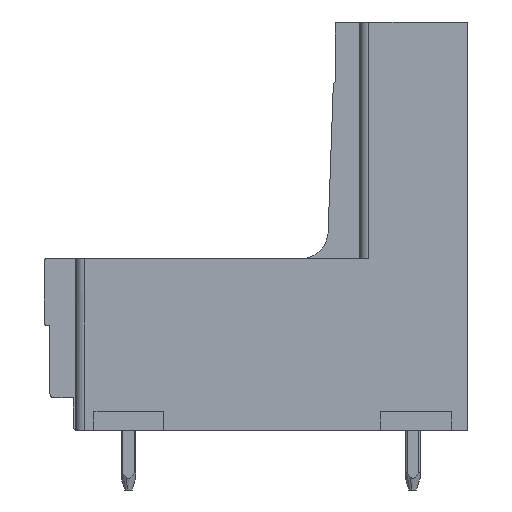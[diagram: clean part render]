
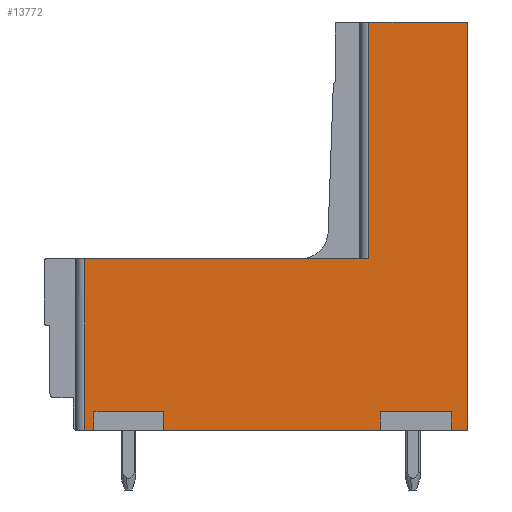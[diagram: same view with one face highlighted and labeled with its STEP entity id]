
A CAD part, left-side view. The second image highlights one B-rep face of the part: STEP entity #13772.
In plain terms, the highlighted planar face has unit normal (-1, 0, 0).
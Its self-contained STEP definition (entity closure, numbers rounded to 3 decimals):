
#13711=AXIS2_PLACEMENT_3D('Plane Axis2P3D',#13708,#13709,#13710) ;
#194=CARTESIAN_POINT('Vertex',(0.,0.,3.2)) ;
#197=CARTESIAN_POINT('Line Origine',(0.,0.435,3.2)) ;
#201=CARTESIAN_POINT('Vertex',(0.,0.87,3.2)) ;
#250=CARTESIAN_POINT('Vertex',(0.,4.69,3.2)) ;
#253=CARTESIAN_POINT('Line Origine',(0.,10.495,3.2)) ;
#257=CARTESIAN_POINT('Vertex',(0.,16.3,3.2)) ;
#278=CARTESIAN_POINT('Vertex',(0.,20.04,3.2)) ;
#281=CARTESIAN_POINT('Line Origine',(0.,20.29,3.2)) ;
#285=CARTESIAN_POINT('Vertex',(0.,20.54,3.2)) ;
#11660=CARTESIAN_POINT('Vertex',(0.,5.3,25.1)) ;
#11663=CARTESIAN_POINT('Line Origine',(0.,2.65,25.1)) ;
#11667=CARTESIAN_POINT('Vertex',(0.,0.,25.1)) ;
#13326=CARTESIAN_POINT('Line Origine',(0.,0.,14.15)) ;
#13628=CARTESIAN_POINT('Line Origine',(0.,20.54,14.15)) ;
#13632=CARTESIAN_POINT('Vertex',(0.,20.54,12.4)) ;
#13693=CARTESIAN_POINT('Vertex',(0.,5.3,12.4)) ;
#13696=CARTESIAN_POINT('Line Origine',(0.,5.3,14.15)) ;
#13708=CARTESIAN_POINT('Axis2P3D Location',(0.,0.,0.)) ;
#13713=CARTESIAN_POINT('Line Origine',(0.,12.92,12.4)) ;
#13718=CARTESIAN_POINT('Line Origine',(0.,20.04,3.7)) ;
#13722=CARTESIAN_POINT('Vertex',(0.,20.04,4.2)) ;
#13725=CARTESIAN_POINT('Line Origine',(0.,18.17,4.2)) ;
#13729=CARTESIAN_POINT('Vertex',(0.,16.3,4.2)) ;
#13732=CARTESIAN_POINT('Line Origine',(0.,16.3,3.7)) ;
#13737=CARTESIAN_POINT('Line Origine',(0.,4.69,3.7)) ;
#13741=CARTESIAN_POINT('Vertex',(0.,4.69,4.2)) ;
#13744=CARTESIAN_POINT('Line Origine',(0.,2.78,4.2)) ;
#13748=CARTESIAN_POINT('Vertex',(0.,0.87,4.2)) ;
#13751=CARTESIAN_POINT('Line Origine',(0.,0.87,3.7)) ;
#198=DIRECTION('Vector Direction',(0.,1.,0.)) ;
#254=DIRECTION('Vector Direction',(0.,1.,0.)) ;
#282=DIRECTION('Vector Direction',(0.,1.,0.)) ;
#11664=DIRECTION('Vector Direction',(0.,-1.,0.)) ;
#13327=DIRECTION('Vector Direction',(0.,0.,-1.)) ;
#13629=DIRECTION('Vector Direction',(0.,0.,1.)) ;
#13697=DIRECTION('Vector Direction',(0.,0.,1.)) ;
#13709=DIRECTION('Axis2P3D Direction',(-1.,0.,0.)) ;
#13710=DIRECTION('Axis2P3D XDirection',(0.,0.,1.)) ;
#13714=DIRECTION('Vector Direction',(0.,-1.,0.)) ;
#13719=DIRECTION('Vector Direction',(0.,0.,-1.)) ;
#13726=DIRECTION('Vector Direction',(0.,-1.,0.)) ;
#13733=DIRECTION('Vector Direction',(0.,0.,1.)) ;
#13738=DIRECTION('Vector Direction',(0.,0.,-1.)) ;
#13745=DIRECTION('Vector Direction',(0.,-1.,0.)) ;
#13752=DIRECTION('Vector Direction',(0.,0.,1.)) ;
#199=VECTOR('Line Direction',#198,1.) ;
#255=VECTOR('Line Direction',#254,1.) ;
#283=VECTOR('Line Direction',#282,1.) ;
#11665=VECTOR('Line Direction',#11664,1.) ;
#13328=VECTOR('Line Direction',#13327,1.) ;
#13630=VECTOR('Line Direction',#13629,1.) ;
#13698=VECTOR('Line Direction',#13697,1.) ;
#13715=VECTOR('Line Direction',#13714,1.) ;
#13720=VECTOR('Line Direction',#13719,1.) ;
#13727=VECTOR('Line Direction',#13726,1.) ;
#13734=VECTOR('Line Direction',#13733,1.) ;
#13739=VECTOR('Line Direction',#13738,1.) ;
#13746=VECTOR('Line Direction',#13745,1.) ;
#13753=VECTOR('Line Direction',#13752,1.) ;
#13757=ORIENTED_EDGE('',*,*,#13717,.F.) ;
#13758=ORIENTED_EDGE('',*,*,#13634,.T.) ;
#13759=ORIENTED_EDGE('',*,*,#287,.T.) ;
#13760=ORIENTED_EDGE('',*,*,#13724,.T.) ;
#13761=ORIENTED_EDGE('',*,*,#13731,.T.) ;
#13762=ORIENTED_EDGE('',*,*,#13736,.T.) ;
#13763=ORIENTED_EDGE('',*,*,#259,.T.) ;
#13764=ORIENTED_EDGE('',*,*,#13743,.T.) ;
#13765=ORIENTED_EDGE('',*,*,#13750,.T.) ;
#13766=ORIENTED_EDGE('',*,*,#13755,.T.) ;
#13767=ORIENTED_EDGE('',*,*,#203,.T.) ;
#13768=ORIENTED_EDGE('',*,*,#13330,.T.) ;
#13769=ORIENTED_EDGE('',*,*,#11669,.T.) ;
#13770=ORIENTED_EDGE('',*,*,#13700,.T.) ;
#13772=ADVANCED_FACE('HOUSING',(#13771),#13712,.T.) ;
#203=EDGE_CURVE('',#202,#195,#200,.F.) ;
#259=EDGE_CURVE('',#258,#251,#256,.F.) ;
#287=EDGE_CURVE('',#286,#279,#284,.F.) ;
#11669=EDGE_CURVE('',#11668,#11661,#11666,.F.) ;
#13330=EDGE_CURVE('',#195,#11668,#13329,.F.) ;
#13634=EDGE_CURVE('',#13633,#286,#13631,.F.) ;
#13700=EDGE_CURVE('',#11661,#13694,#13699,.F.) ;
#13717=EDGE_CURVE('',#13633,#13694,#13716,.T.) ;
#13724=EDGE_CURVE('',#279,#13723,#13721,.F.) ;
#13731=EDGE_CURVE('',#13723,#13730,#13728,.T.) ;
#13736=EDGE_CURVE('',#13730,#258,#13735,.F.) ;
#13743=EDGE_CURVE('',#251,#13742,#13740,.F.) ;
#13750=EDGE_CURVE('',#13742,#13749,#13747,.T.) ;
#13755=EDGE_CURVE('',#13749,#202,#13754,.F.) ;
#13756=EDGE_LOOP('',(#13757,#13758,#13759,#13760,#13761,#13762,#13763,#13764,#13765,#13766,#13767,#13768,#13769,#13770)) ;
#13771=FACE_OUTER_BOUND('',#13756,.T.) ;
#200=LINE('Line',#197,#199) ;
#256=LINE('Line',#253,#255) ;
#284=LINE('Line',#281,#283) ;
#11666=LINE('Line',#11663,#11665) ;
#13329=LINE('Line',#13326,#13328) ;
#13631=LINE('Line',#13628,#13630) ;
#13699=LINE('Line',#13696,#13698) ;
#13716=LINE('Line',#13713,#13715) ;
#13721=LINE('Line',#13718,#13720) ;
#13728=LINE('Line',#13725,#13727) ;
#13735=LINE('Line',#13732,#13734) ;
#13740=LINE('Line',#13737,#13739) ;
#13747=LINE('Line',#13744,#13746) ;
#13754=LINE('Line',#13751,#13753) ;
#13712=PLANE('',#13711) ;
#195=VERTEX_POINT('',#194) ;
#202=VERTEX_POINT('',#201) ;
#251=VERTEX_POINT('',#250) ;
#258=VERTEX_POINT('',#257) ;
#279=VERTEX_POINT('',#278) ;
#286=VERTEX_POINT('',#285) ;
#11661=VERTEX_POINT('',#11660) ;
#11668=VERTEX_POINT('',#11667) ;
#13633=VERTEX_POINT('',#13632) ;
#13694=VERTEX_POINT('',#13693) ;
#13723=VERTEX_POINT('',#13722) ;
#13730=VERTEX_POINT('',#13729) ;
#13742=VERTEX_POINT('',#13741) ;
#13749=VERTEX_POINT('',#13748) ;
